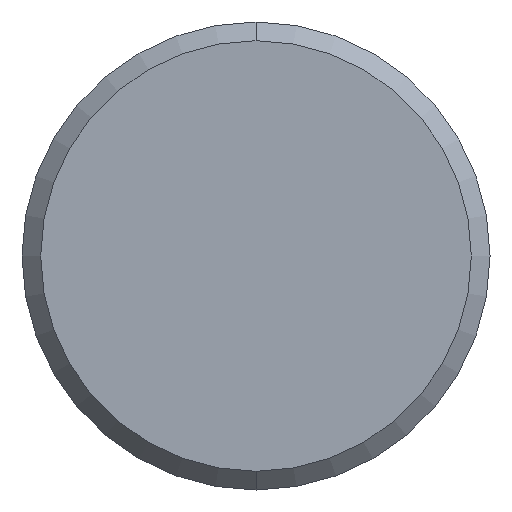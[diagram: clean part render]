
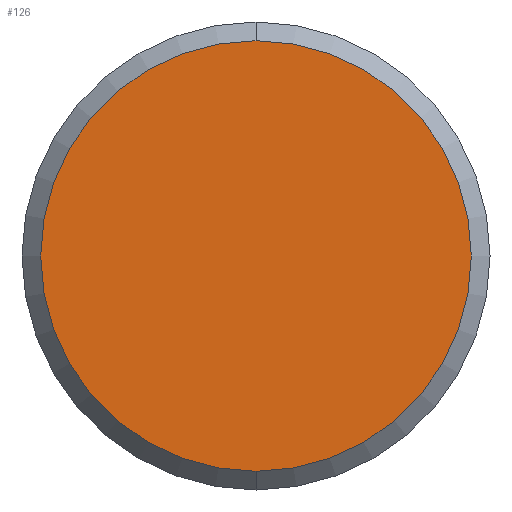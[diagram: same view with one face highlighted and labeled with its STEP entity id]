
A CAD part, front view. The second image highlights one B-rep face of the part: STEP entity #126.
In plain terms, the highlighted planar face has unit normal (0, -1, 0).
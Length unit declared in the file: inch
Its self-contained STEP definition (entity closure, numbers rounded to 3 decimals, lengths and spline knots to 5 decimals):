
#5 = CIRCLE ( 'NONE', #135, 0.22985 ) ;
#11 = CARTESIAN_POINT ( 'NONE',  ( 0., 0., -0.22985 ) ) ;
#30 = DIRECTION ( 'NONE',  ( 0., 1., 0. ) ) ;
#32 = DIRECTION ( 'NONE',  ( 0., 0., 1. ) ) ;
#44 = CARTESIAN_POINT ( 'NONE',  ( 0., 0., 0. ) ) ;
#57 = EDGE_CURVE ( 'NONE', #142, #137, #166, .T. ) ;
#75 = CARTESIAN_POINT ( 'NONE',  ( 0., 0., 0.22985 ) ) ;
#100 = DIRECTION ( 'NONE',  ( 0., -1., 0. ) ) ;
#107 = ORIENTED_EDGE ( 'NONE', *, *, #218, .T. ) ;
#120 = PLANE ( 'NONE',  #160 ) ;
#126 = ADVANCED_FACE ( 'NONE', ( #162 ), #120, .F. ) ;
#128 = DIRECTION ( 'NONE',  ( 0., 0., 1. ) ) ;
#135 = AXIS2_PLACEMENT_3D ( 'NONE', #44, #276, #213 ) ;
#137 = VERTEX_POINT ( 'NONE', #11 ) ;
#142 = VERTEX_POINT ( 'NONE', #75 ) ;
#148 = EDGE_LOOP ( 'NONE', ( #224, #107 ) ) ;
#160 = AXIS2_PLACEMENT_3D ( 'NONE', #267, #30, #32 ) ;
#162 = FACE_OUTER_BOUND ( 'NONE', #148, .T. ) ;
#166 = CIRCLE ( 'NONE', #199, 0.22985 ) ;
#174 = CARTESIAN_POINT ( 'NONE',  ( 0., 0., 0. ) ) ;
#199 = AXIS2_PLACEMENT_3D ( 'NONE', #174, #100, #128 ) ;
#213 = DIRECTION ( 'NONE',  ( 0., 0., 1. ) ) ;
#218 = EDGE_CURVE ( 'NONE', #137, #142, #5, .T. ) ;
#224 = ORIENTED_EDGE ( 'NONE', *, *, #57, .T. ) ;
#267 = CARTESIAN_POINT ( 'NONE',  ( 0., 0., 0. ) ) ;
#276 = DIRECTION ( 'NONE',  ( 0., -1., 0. ) ) ;
